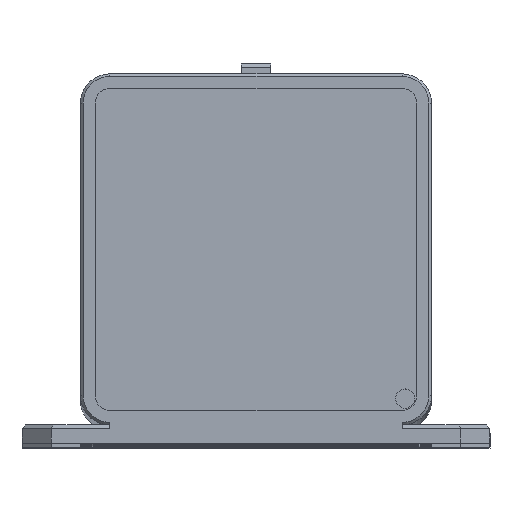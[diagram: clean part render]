
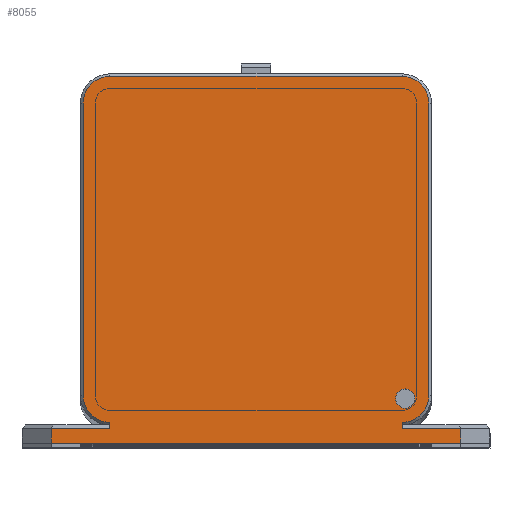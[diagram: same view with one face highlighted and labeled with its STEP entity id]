
A CAD part, top view. The second image highlights one B-rep face of the part: STEP entity #8055.
In plain terms, the highlighted planar face has unit normal (0, 0, 1).
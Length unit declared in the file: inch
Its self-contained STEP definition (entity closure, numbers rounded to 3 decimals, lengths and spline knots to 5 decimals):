
#195 = AXIS2_PLACEMENT_3D ( 'NONE', #1871, #1847, #1829 ) ;
#216 = AXIS2_PLACEMENT_3D ( 'NONE', #3574, #3553, #3548 ) ;
#242 = EDGE_CURVE ( 'NONE', #5648, #5514, #7725, .T. ) ;
#321 = EDGE_CURVE ( 'NONE', #5654, #5649, #7863, .T. ) ;
#371 = EDGE_CURVE ( 'NONE', #5649, #5654, #2444, .T. ) ;
#505 = EDGE_CURVE ( 'NONE', #5469, #5473, #3528, .T. ) ;
#565 = FACE_OUTER_BOUND ( 'NONE', #6974, .T. ) ;
#909 = EDGE_CURVE ( 'NONE', #2990, #5552, #3367, .T. ) ;
#912 = EDGE_CURVE ( 'NONE', #5552, #5473, #3374, .T. ) ;
#1166 = EDGE_CURVE ( 'NONE', #5477, #5451, #2401, .T. ) ;
#1189 = EDGE_CURVE ( 'NONE', #5614, #2990, #2324, .T. ) ;
#1196 = EDGE_CURVE ( 'NONE', #5451, #5551, #2296, .T. ) ;
#1199 = EDGE_CURVE ( 'NONE', #5517, #5327, #2298, .T. ) ;
#1206 = EDGE_CURVE ( 'NONE', #5652, #5608, #2264, .T. ) ;
#1226 = EDGE_CURVE ( 'NONE', #5327, #5477, #2181, .T. ) ;
#1229 = EDGE_CURVE ( 'NONE', #5551, #5608, #2177, .T. ) ;
#1236 = EDGE_CURVE ( 'NONE', #5469, #5652, #2171, .T. ) ;
#1239 = EDGE_CURVE ( 'NONE', #5648, #5614, #2135, .T. ) ;
#1246 = EDGE_CURVE ( 'NONE', #5514, #5517, #2112, .T. ) ;
#1416 = AXIS2_PLACEMENT_3D ( 'NONE', #6316, #6292, #6289 ) ;
#1564 = AXIS2_PLACEMENT_3D ( 'NONE', #3973, #3938, #3937 ) ;
#1569 = AXIS2_PLACEMENT_3D ( 'NONE', #4047, #4008, #4006 ) ;
#1571 = AXIS2_PLACEMENT_3D ( 'NONE', #3928, #3902, #3901 ) ;
#1574 = AXIS2_PLACEMENT_3D ( 'NONE', #4224, #4220, #4218 ) ;
#1602 = FACE_BOUND ( 'NONE', #6973, .T. ) ;
#1829 = DIRECTION ( 'NONE',  ( 1., 0., 0. ) ) ;
#1847 = DIRECTION ( 'NONE',  ( 0., 0., 1. ) ) ;
#1871 = CARTESIAN_POINT ( 'NONE',  ( 5.1, -5.1, 48. ) ) ;
#2112 = CIRCLE ( 'NONE', #1571, 0.91161 ) ;
#2135 = CIRCLE ( 'NONE', #1564, 0.91161 ) ;
#2158 = VECTOR ( 'NONE', #3959, 39.37008 ) ;
#2171 = LINE ( 'NONE', #3961, #2158 ) ;
#2174 = VECTOR ( 'NONE', #3991, 39.37008 ) ;
#2177 = LINE ( 'NONE', #3992, #2174 ) ;
#2181 = CIRCLE ( 'NONE', #1569, 0.91161 ) ;
#2262 = VECTOR ( 'NONE', #4135, 39.37008 ) ;
#2264 = LINE ( 'NONE', #4136, #2262 ) ;
#2287 = VECTOR ( 'NONE', #4191, 39.37008 ) ;
#2296 = CIRCLE ( 'NONE', #1574, 0.91161 ) ;
#2298 = LINE ( 'NONE', #4233, #2287 ) ;
#2323 = VECTOR ( 'NONE', #4281, 39.37008 ) ;
#2324 = LINE ( 'NONE', #4282, #2323 ) ;
#2399 = VECTOR ( 'NONE', #4467, 39.37008 ) ;
#2401 = LINE ( 'NONE', #4468, #2399 ) ;
#2444 = CIRCLE ( 'NONE', #195, 0.3281 ) ;
#2753 = DIRECTION ( 'NONE',  ( 0., 1., 0. ) ) ;
#2784 = CARTESIAN_POINT ( 'NONE',  ( 8., -6.625, 48. ) ) ;
#2786 = DIRECTION ( 'NONE',  ( -1., 0., 0. ) ) ;
#2990 = VERTEX_POINT ( 'NONE', #3706 ) ;
#3194 = CARTESIAN_POINT ( 'NONE',  ( -5., -6.125, 48. ) ) ;
#3238 = DIRECTION ( 'NONE',  ( -1., 0., 0. ) ) ;
#3241 = CARTESIAN_POINT ( 'NONE',  ( -7., -6.625, 48. ) ) ;
#3259 = DIRECTION ( 'NONE',  ( 0., -1., 0. ) ) ;
#3348 = VECTOR ( 'NONE', #3259, 39.37008 ) ;
#3365 = VECTOR ( 'NONE', #3238, 39.37008 ) ;
#3367 = LINE ( 'NONE', #3194, #3365 ) ;
#3374 = LINE ( 'NONE', #3241, #3348 ) ;
#3527 = VECTOR ( 'NONE', #2786, 39.37008 ) ;
#3528 = LINE ( 'NONE', #2784, #3527 ) ;
#3548 = DIRECTION ( 'NONE',  ( 1., 0., 0. ) ) ;
#3553 = DIRECTION ( 'NONE',  ( 0., 0., 1. ) ) ;
#3574 = CARTESIAN_POINT ( 'NONE',  ( 5.1, -5.1, 48. ) ) ;
#3706 = CARTESIAN_POINT ( 'NONE',  ( -5., -6.125, 48. ) ) ;
#3901 = DIRECTION ( 'NONE',  ( -1., 0., 0. ) ) ;
#3902 = DIRECTION ( 'NONE',  ( 0., 0., -1. ) ) ;
#3928 = CARTESIAN_POINT ( 'NONE',  ( -5., 5., 48. ) ) ;
#3937 = DIRECTION ( 'NONE',  ( 1., 0., 0. ) ) ;
#3938 = DIRECTION ( 'NONE',  ( 0., 0., 1. ) ) ;
#3959 = DIRECTION ( 'NONE',  ( 0., 1., 0. ) ) ;
#3961 = CARTESIAN_POINT ( 'NONE',  ( 7., -6., 48. ) ) ;
#3973 = CARTESIAN_POINT ( 'NONE',  ( -5., -5., 48. ) ) ;
#3991 = DIRECTION ( 'NONE',  ( 0., -1., 0. ) ) ;
#3992 = CARTESIAN_POINT ( 'NONE',  ( 5., -6., 48. ) ) ;
#4006 = DIRECTION ( 'NONE',  ( -1., 0., 0. ) ) ;
#4008 = DIRECTION ( 'NONE',  ( 0., 0., -1. ) ) ;
#4047 = CARTESIAN_POINT ( 'NONE',  ( 5., 5., 48. ) ) ;
#4135 = DIRECTION ( 'NONE',  ( -1., 0., 0. ) ) ;
#4136 = CARTESIAN_POINT ( 'NONE',  ( -5., -6.125, 48. ) ) ;
#4191 = DIRECTION ( 'NONE',  ( 1., 0., 0. ) ) ;
#4218 = DIRECTION ( 'NONE',  ( -1., 0., 0. ) ) ;
#4220 = DIRECTION ( 'NONE',  ( 0., 0., -1. ) ) ;
#4224 = CARTESIAN_POINT ( 'NONE',  ( 5., -5., 48. ) ) ;
#4233 = CARTESIAN_POINT ( 'NONE',  ( -5., 5.91161, 48. ) ) ;
#4281 = DIRECTION ( 'NONE',  ( 0., -1., 0. ) ) ;
#4282 = CARTESIAN_POINT ( 'NONE',  ( -5., -6., 48. ) ) ;
#4467 = DIRECTION ( 'NONE',  ( 0., -1., 0. ) ) ;
#4468 = CARTESIAN_POINT ( 'NONE',  ( 5.91161, 5., 48. ) ) ;
#5327 = VERTEX_POINT ( 'NONE', #6041 ) ;
#5451 = VERTEX_POINT ( 'NONE', #6060 ) ;
#5469 = VERTEX_POINT ( 'NONE', #6035 ) ;
#5473 = VERTEX_POINT ( 'NONE', #6030 ) ;
#5477 = VERTEX_POINT ( 'NONE', #6025 ) ;
#5514 = VERTEX_POINT ( 'NONE', #5975 ) ;
#5517 = VERTEX_POINT ( 'NONE', #5970 ) ;
#5551 = VERTEX_POINT ( 'NONE', #5923 ) ;
#5552 = VERTEX_POINT ( 'NONE', #5922 ) ;
#5608 = VERTEX_POINT ( 'NONE', #5845 ) ;
#5614 = VERTEX_POINT ( 'NONE', #5836 ) ;
#5648 = VERTEX_POINT ( 'NONE', #5790 ) ;
#5649 = VERTEX_POINT ( 'NONE', #5789 ) ;
#5652 = VERTEX_POINT ( 'NONE', #5785 ) ;
#5654 = VERTEX_POINT ( 'NONE', #5782 ) ;
#5684 = CARTESIAN_POINT ( 'NONE',  ( -5.91161, -5., 48. ) ) ;
#5782 = CARTESIAN_POINT ( 'NONE',  ( 4.7719, -5.1, 48. ) ) ;
#5785 = CARTESIAN_POINT ( 'NONE',  ( 7., -6.125, 48. ) ) ;
#5789 = CARTESIAN_POINT ( 'NONE',  ( 5.4281, -5.1, 48. ) ) ;
#5790 = CARTESIAN_POINT ( 'NONE',  ( -5.91161, -5., 48. ) ) ;
#5836 = CARTESIAN_POINT ( 'NONE',  ( -5., -5.91161, 48. ) ) ;
#5845 = CARTESIAN_POINT ( 'NONE',  ( 5., -6.125, 48. ) ) ;
#5922 = CARTESIAN_POINT ( 'NONE',  ( -7., -6.125, 48. ) ) ;
#5923 = CARTESIAN_POINT ( 'NONE',  ( 5., -5.91161, 48. ) ) ;
#5970 = CARTESIAN_POINT ( 'NONE',  ( -5., 5.91161, 48. ) ) ;
#5975 = CARTESIAN_POINT ( 'NONE',  ( -5.91161, 5., 48. ) ) ;
#6025 = CARTESIAN_POINT ( 'NONE',  ( 5.91161, 5., 48. ) ) ;
#6030 = CARTESIAN_POINT ( 'NONE',  ( -7., -6.625, 48. ) ) ;
#6035 = CARTESIAN_POINT ( 'NONE',  ( 7., -6.625, 48. ) ) ;
#6041 = CARTESIAN_POINT ( 'NONE',  ( 5., 5.91161, 48. ) ) ;
#6060 = CARTESIAN_POINT ( 'NONE',  ( 5.91161, -5., 48. ) ) ;
#6289 = DIRECTION ( 'NONE',  ( 1., 0., 0. ) ) ;
#6292 = DIRECTION ( 'NONE',  ( 0., 0., 1. ) ) ;
#6316 = CARTESIAN_POINT ( 'NONE',  ( -5., 5., 48. ) ) ;
#6362 = PLANE ( 'NONE',  #1416 ) ;
#6973 = EDGE_LOOP ( 'NONE', ( #7626, #7625 ) ) ;
#6974 = EDGE_LOOP ( 'NONE', ( #7640, #7639, #7638, #7637, #7636, #7635, #7634, #7633, #7632, #7631, #7630, #7629, #7628, #7627 ) ) ;
#7625 = ORIENTED_EDGE ( 'NONE', *, *, #321, .F. ) ;
#7626 = ORIENTED_EDGE ( 'NONE', *, *, #371, .F. ) ;
#7627 = ORIENTED_EDGE ( 'NONE', *, *, #505, .F. ) ;
#7628 = ORIENTED_EDGE ( 'NONE', *, *, #912, .T. ) ;
#7629 = ORIENTED_EDGE ( 'NONE', *, *, #909, .T. ) ;
#7630 = ORIENTED_EDGE ( 'NONE', *, *, #1189, .T. ) ;
#7631 = ORIENTED_EDGE ( 'NONE', *, *, #1239, .T. ) ;
#7632 = ORIENTED_EDGE ( 'NONE', *, *, #242, .F. ) ;
#7633 = ORIENTED_EDGE ( 'NONE', *, *, #1246, .F. ) ;
#7634 = ORIENTED_EDGE ( 'NONE', *, *, #1199, .F. ) ;
#7635 = ORIENTED_EDGE ( 'NONE', *, *, #1226, .F. ) ;
#7636 = ORIENTED_EDGE ( 'NONE', *, *, #1166, .F. ) ;
#7637 = ORIENTED_EDGE ( 'NONE', *, *, #1196, .F. ) ;
#7638 = ORIENTED_EDGE ( 'NONE', *, *, #1229, .F. ) ;
#7639 = ORIENTED_EDGE ( 'NONE', *, *, #1206, .T. ) ;
#7640 = ORIENTED_EDGE ( 'NONE', *, *, #1236, .T. ) ;
#7725 = LINE ( 'NONE', #5684, #7731 ) ;
#7731 = VECTOR ( 'NONE', #2753, 39.37008 ) ;
#7863 = CIRCLE ( 'NONE', #216, 0.3281 ) ;
#8055 = ADVANCED_FACE ( 'Face3', ( #565, #1602 ), #6362, .T. ) ;
